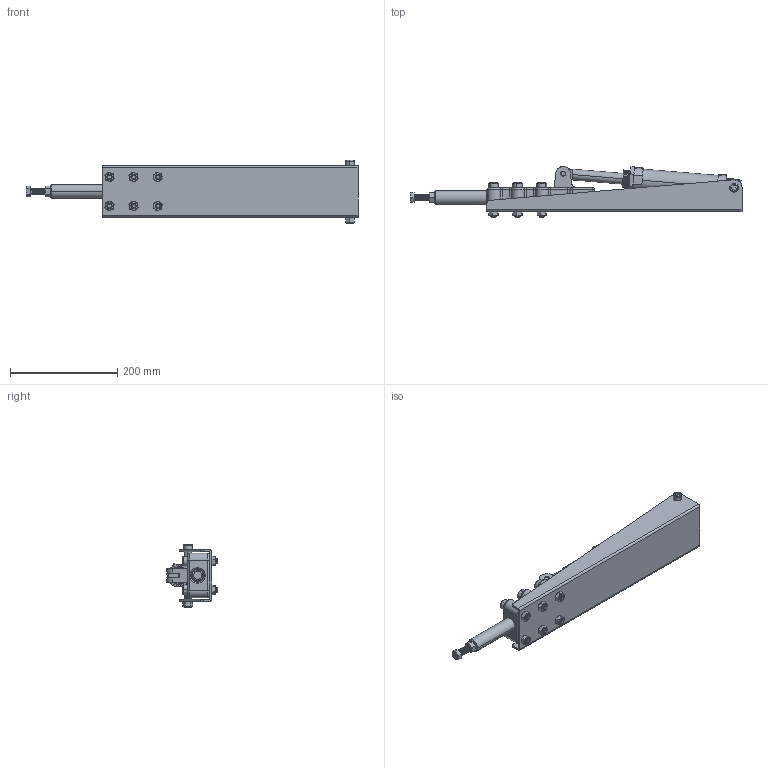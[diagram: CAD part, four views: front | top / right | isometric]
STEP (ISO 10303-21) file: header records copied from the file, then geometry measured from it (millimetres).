
FILE_DESCRIPTION (( 'STEP AP203' ), '1' );
FILE_NAME ('CH-32500-HL-A.STEP', '2017-12-07T11:34:16', ( 'Windows' ), ( 'Microsoft' ), 'SwSTEP 2.0', 'SolidWorks 2015', '' );
FILE_SCHEMA (( 'CONFIG_CONTROL_DESIGN' ));
Length unit declared in the file: millimetre
Products named in the file (19): 錨璃2; M10 NUT; 32500-HL-A-02.HANDLE; CH-32500-HL-A; M10-55; 32500-HL-A-04; M12-75; 32500-HL-A-CYLINDER; M12; 32500-HL-A-CYLINDER.SLDPRT-01; 32500-06; 32500-01; M10 Lock Nut; 32500-02; M10X90; 32500-05; M33; 32500HL-04; 32500-HL-A-01
Assembly tree (33 placements, depth 2):
  CH-32500-HL-A
    32500-HL-A-01
    32500-HL-A-02.HANDLE
    32500-HL-A-04  x2
    32500-HL-A-CYLINDER
    32500-HL-A-CYLINDER.SLDPRT-01
    32500-01
    32500-02
    32500-05  x3
    32500HL-04
    M10 NUT  x6
    M10-55  x6
    M12-75
    M12
    32500-06  x2
    M10 Lock Nut
    M10X90
    M33
    錨璃2  x2
Bounding box: 618.42 x 94.7 x 118 mm (x, y, z)
Volume: 1184744.9 mm3; surface area: 392403.6 mm2
Topology: 33 solids, 33 shells, 1555 faces, 4089 edges, 2638 vertices
Faces by surface type: cylinder 764, plane 428, cone 154, bspline 144, torus 57, sphere 8
Entity records: 68306 total; most frequent: CARTESIAN_POINT 41823, ORIENTED_EDGE 5688, DIRECTION 4308, EDGE_CURVE 2844, VERTEX_POINT 1841, AXIS2_PLACEMENT_3D 1556, LINE 1196, VECTOR 1196
